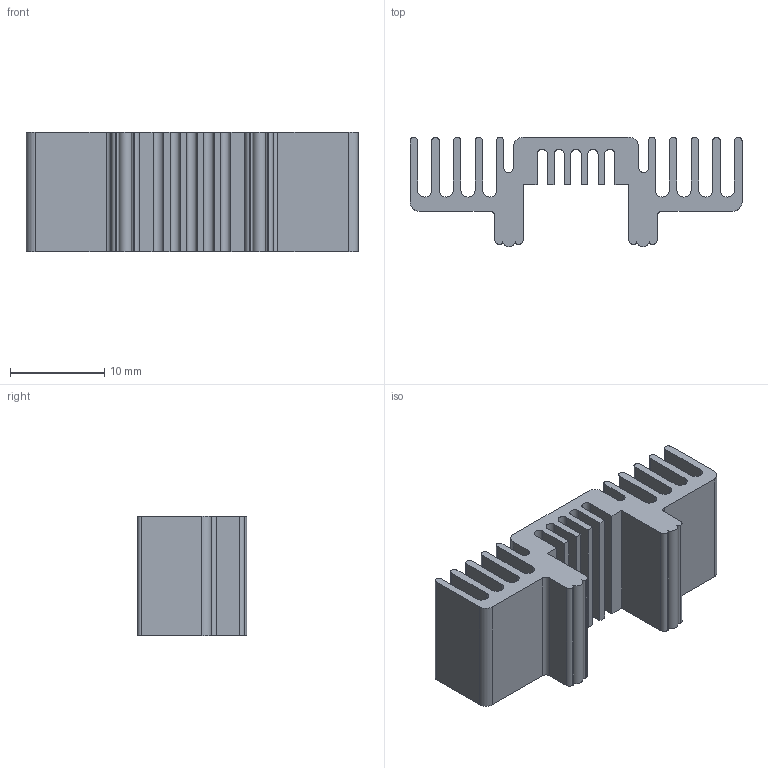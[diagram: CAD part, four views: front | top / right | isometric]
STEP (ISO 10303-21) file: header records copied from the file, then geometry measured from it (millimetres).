
FILE_DESCRIPTION((''),'2;1');
FILE_NAME('219-263B','2017-07-13T',('kliu'),(''),'CREO PARAMETRIC BY PTC INC, 2014190','CREO PARAMETRIC BY PTC INC, 2014190','');
FILE_SCHEMA(('CONFIG_CONTROL_DESIGN'));
Length unit declared in the file: millimetre
Products named in the file (1): 219-263B
Bounding box: 35.2 x 11.6 x 12.7 mm (x, y, z)
Volume: 2059.9 mm3; surface area: 3457.7 mm2
Topology: 1 solids, 1 shells, 92 faces, 270 edges, 180 vertices
Faces by surface type: plane 51, cylinder 41
Entity records: 3114 total; most frequent: CARTESIAN_POINT 542, ORIENTED_EDGE 540, DIRECTION 536, EDGE_CURVE 270, VECTOR 188, LINE 188, VERTEX_POINT 180, AXIS2_PLACEMENT_3D 174
